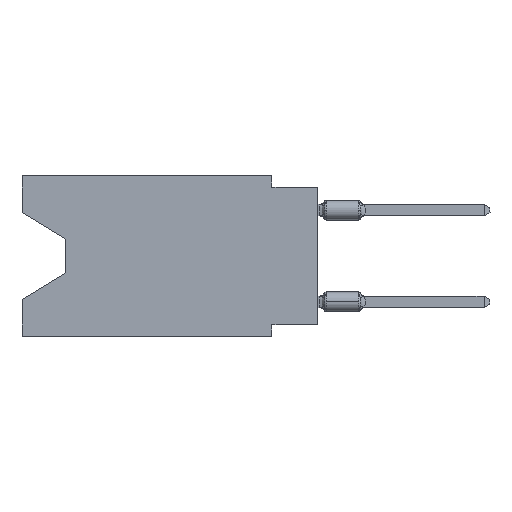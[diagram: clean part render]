
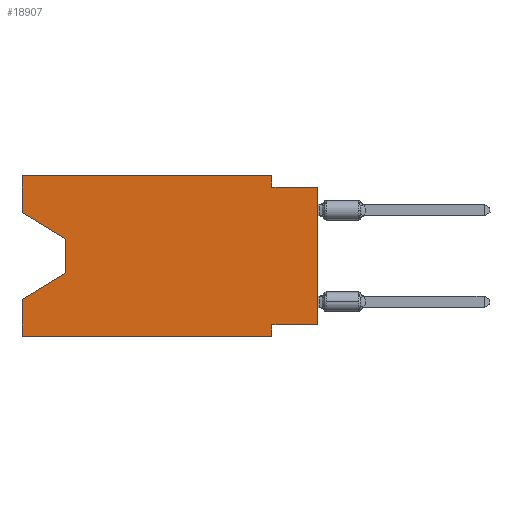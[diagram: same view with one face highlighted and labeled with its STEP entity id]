
A CAD part, left-side view. The second image highlights one B-rep face of the part: STEP entity #18907.
In plain terms, the highlighted planar face has unit normal (-1, 0, 0).
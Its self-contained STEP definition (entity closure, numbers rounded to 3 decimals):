
#276 = EDGE_CURVE ( 'NONE', #15101, #10074, #15515, .T. ) ;
#622 = ORIENTED_EDGE ( 'NONE', *, *, #8148, .T. ) ;
#723 = LINE ( 'NONE', #2105, #11222 ) ;
#843 = VECTOR ( 'NONE', #21146, 1000. ) ;
#910 = VERTEX_POINT ( 'NONE', #11175 ) ;
#932 = CARTESIAN_POINT ( 'NONE',  ( 0., 2.54, 0. ) ) ;
#1038 = CARTESIAN_POINT ( 'NONE',  ( 0., 2.54, -8.255 ) ) ;
#1268 = ORIENTED_EDGE ( 'NONE', *, *, #7094, .T. ) ;
#1284 = CARTESIAN_POINT ( 'NONE',  ( 0., 0., -8.255 ) ) ;
#1659 = LINE ( 'NONE', #9820, #12494 ) ;
#2105 = CARTESIAN_POINT ( 'NONE',  ( 0., 16.383, -8.89 ) ) ;
#2178 = CARTESIAN_POINT ( 'NONE',  ( 0., 0., -8.255 ) ) ;
#2307 = VERTEX_POINT ( 'NONE', #16339 ) ;
#2457 = CARTESIAN_POINT ( 'NONE',  ( 0., 16.383, 0. ) ) ;
#2463 = DIRECTION ( 'NONE',  ( 0., 0., -1. ) ) ;
#2466 = VERTEX_POINT ( 'NONE', #2178 ) ;
#2745 = LINE ( 'NONE', #15608, #20107 ) ;
#2766 = CARTESIAN_POINT ( 'NONE',  ( 0., 16.383, -2.038 ) ) ;
#3003 = VECTOR ( 'NONE', #3177, 1000. ) ;
#3177 = DIRECTION ( 'NONE',  ( 0., 0., -1. ) ) ;
#3198 = VERTEX_POINT ( 'NONE', #14863 ) ;
#3440 = ORIENTED_EDGE ( 'NONE', *, *, #6860, .F. ) ;
#3630 = ORIENTED_EDGE ( 'NONE', *, *, #6043, .T. ) ;
#3924 = DIRECTION ( 'NONE',  ( 0., -1., 0. ) ) ;
#4058 = DIRECTION ( 'NONE',  ( 0., -0.855, -0.519 ) ) ;
#4908 = DIRECTION ( 'NONE',  ( 0., 0.855, -0.519 ) ) ;
#5059 = VERTEX_POINT ( 'NONE', #7437 ) ;
#6043 = EDGE_CURVE ( 'NONE', #11406, #910, #723, .T. ) ;
#6860 = EDGE_CURVE ( 'NONE', #2466, #18659, #12746, .T. ) ;
#7094 = EDGE_CURVE ( 'NONE', #2307, #3198, #16826, .T. ) ;
#7382 = EDGE_CURVE ( 'NONE', #14999, #17483, #1659, .T. ) ;
#7437 = CARTESIAN_POINT ( 'NONE',  ( 0., 13.97, -5.385 ) ) ;
#7700 = ORIENTED_EDGE ( 'NONE', *, *, #19507, .F. ) ;
#7837 = VECTOR ( 'NONE', #10795, 1000. ) ;
#8148 = EDGE_CURVE ( 'NONE', #5059, #15312, #9651, .T. ) ;
#8856 = LINE ( 'NONE', #15408, #17698 ) ;
#8968 = CARTESIAN_POINT ( 'NONE',  ( 0., 16.383, 0. ) ) ;
#9005 = ORIENTED_EDGE ( 'NONE', *, *, #19685, .T. ) ;
#9011 = DIRECTION ( 'NONE',  ( 1., 0., 0. ) ) ;
#9073 = CARTESIAN_POINT ( 'NONE',  ( 0., 0., 0. ) ) ;
#9217 = VECTOR ( 'NONE', #3924, 1000. ) ;
#9473 = CARTESIAN_POINT ( 'NONE',  ( 0., 16.383, -8.89 ) ) ;
#9651 = LINE ( 'NONE', #11353, #18692 ) ;
#9820 = CARTESIAN_POINT ( 'NONE',  ( 0., 0., -0.635 ) ) ;
#10074 = VERTEX_POINT ( 'NONE', #932 ) ;
#10077 = VECTOR ( 'NONE', #4058, 1000. ) ;
#10203 = FACE_OUTER_BOUND ( 'NONE', #15841, .T. ) ;
#10624 = CARTESIAN_POINT ( 'NONE',  ( 0., 2.54, -8.89 ) ) ;
#10698 = DIRECTION ( 'NONE',  ( 0., -1., 0. ) ) ;
#10795 = DIRECTION ( 'NONE',  ( 0., 0., 1. ) ) ;
#10881 = VECTOR ( 'NONE', #18982, 1000. ) ;
#11037 = EDGE_CURVE ( 'NONE', #18659, #910, #13826, .T. ) ;
#11175 = CARTESIAN_POINT ( 'NONE',  ( 0., 2.54, -8.89 ) ) ;
#11222 = VECTOR ( 'NONE', #10698, 1000. ) ;
#11271 = CARTESIAN_POINT ( 'NONE',  ( 0., 16.383, -6.852 ) ) ;
#11334 = LINE ( 'NONE', #17878, #3003 ) ;
#11353 = CARTESIAN_POINT ( 'NONE',  ( 0., 13.97, -5.385 ) ) ;
#11406 = VERTEX_POINT ( 'NONE', #9473 ) ;
#11784 = CARTESIAN_POINT ( 'NONE',  ( 0., 16.383, 0. ) ) ;
#12254 = CARTESIAN_POINT ( 'NONE',  ( 0., 2.54, -0.635 ) ) ;
#12394 = DIRECTION ( 'NONE',  ( 0., 0., -1. ) ) ;
#12494 = VECTOR ( 'NONE', #18077, 1000. ) ;
#12746 = LINE ( 'NONE', #1284, #843 ) ;
#13826 = LINE ( 'NONE', #10624, #20884 ) ;
#14008 = DIRECTION ( 'NONE',  ( 0., 0., 1. ) ) ;
#14863 = CARTESIAN_POINT ( 'NONE',  ( 0., 13.97, -3.505 ) ) ;
#14999 = VERTEX_POINT ( 'NONE', #12254 ) ;
#15101 = VERTEX_POINT ( 'NONE', #16980 ) ;
#15312 = VERTEX_POINT ( 'NONE', #11271 ) ;
#15408 = CARTESIAN_POINT ( 'NONE',  ( 0., 16.383, 0. ) ) ;
#15515 = LINE ( 'NONE', #8968, #9217 ) ;
#15608 = CARTESIAN_POINT ( 'NONE',  ( 0., 2.54, 0. ) ) ;
#15841 = EDGE_LOOP ( 'NONE', ( #1268, #9005, #622, #19259, #3630, #18457, #3440, #18309, #16186, #20275, #19533, #7700 ) ) ;
#16186 = ORIENTED_EDGE ( 'NONE', *, *, #7382, .F. ) ;
#16339 = CARTESIAN_POINT ( 'NONE',  ( 0., 16.383, -2.038 ) ) ;
#16826 = LINE ( 'NONE', #2766, #10077 ) ;
#16980 = CARTESIAN_POINT ( 'NONE',  ( 0., 16.383, 0. ) ) ;
#17074 = PLANE ( 'NONE',  #18734 ) ;
#17483 = VERTEX_POINT ( 'NONE', #18195 ) ;
#17698 = VECTOR ( 'NONE', #14008, 1000. ) ;
#17878 = CARTESIAN_POINT ( 'NONE',  ( 0., 13.97, -3.505 ) ) ;
#18077 = DIRECTION ( 'NONE',  ( 0., -1., 0. ) ) ;
#18195 = CARTESIAN_POINT ( 'NONE',  ( 0., 0., -0.635 ) ) ;
#18309 = ORIENTED_EDGE ( 'NONE', *, *, #21115, .T. ) ;
#18457 = ORIENTED_EDGE ( 'NONE', *, *, #11037, .F. ) ;
#18578 = EDGE_CURVE ( 'NONE', #10074, #14999, #2745, .T. ) ;
#18652 = EDGE_CURVE ( 'NONE', #11406, #15312, #8856, .T. ) ;
#18659 = VERTEX_POINT ( 'NONE', #1038 ) ;
#18692 = VECTOR ( 'NONE', #4908, 1000. ) ;
#18734 = AXIS2_PLACEMENT_3D ( 'NONE', #11784, #9011, #20083 ) ;
#18907 = ADVANCED_FACE ( 'NONE', ( #10203 ), #17074, .F. ) ;
#18982 = DIRECTION ( 'NONE',  ( 0., 0., 1. ) ) ;
#19259 = ORIENTED_EDGE ( 'NONE', *, *, #18652, .F. ) ;
#19507 = EDGE_CURVE ( 'NONE', #2307, #15101, #20500, .T. ) ;
#19533 = ORIENTED_EDGE ( 'NONE', *, *, #276, .F. ) ;
#19685 = EDGE_CURVE ( 'NONE', #3198, #5059, #11334, .T. ) ;
#20083 = DIRECTION ( 'NONE',  ( 0., 0., -1. ) ) ;
#20107 = VECTOR ( 'NONE', #12394, 1000. ) ;
#20275 = ORIENTED_EDGE ( 'NONE', *, *, #18578, .F. ) ;
#20500 = LINE ( 'NONE', #2457, #10881 ) ;
#20884 = VECTOR ( 'NONE', #2463, 1000. ) ;
#20909 = LINE ( 'NONE', #9073, #7837 ) ;
#21115 = EDGE_CURVE ( 'NONE', #2466, #17483, #20909, .T. ) ;
#21146 = DIRECTION ( 'NONE',  ( 0., 1., 0. ) ) ;
